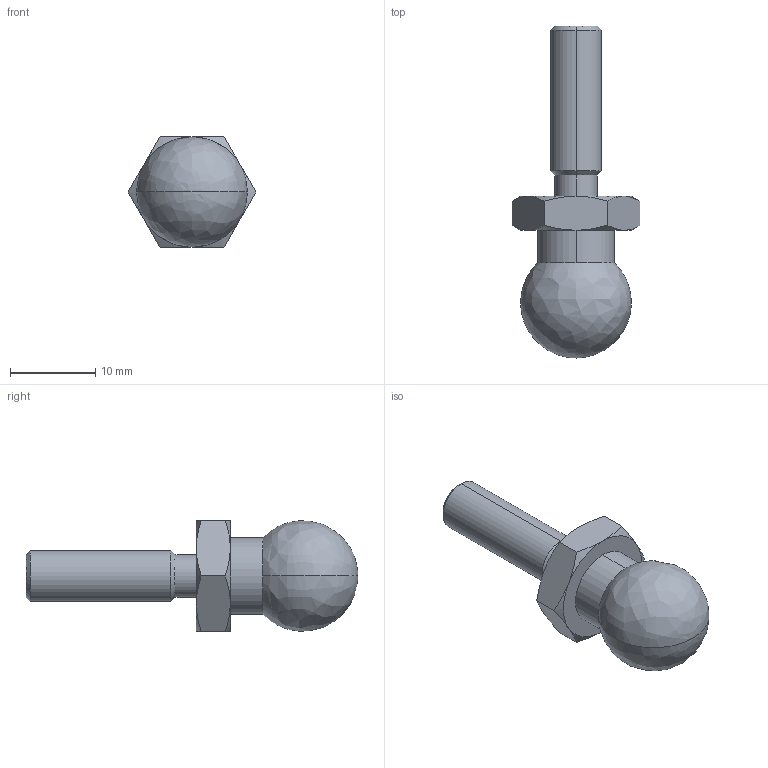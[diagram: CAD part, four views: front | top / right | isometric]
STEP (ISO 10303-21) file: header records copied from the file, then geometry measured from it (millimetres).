
FILE_DESCRIPTION (( 'STEP AP214' ), '1' );
FILE_NAME ('Foot Threaded Part.step', '2019-11-11T12:26:49', ( '' ), ( '' ), 'SwSTEP 2.0', 'SolidWorks 2019', '' );
FILE_SCHEMA (( 'AUTOMOTIVE_DESIGN' ));
Length unit declared in the file: millimetre
Products named in the file (1): Foot Threaded Part
Bounding box: 15.01 x 39 x 13 mm (x, y, z)
Volume: 2452.1 mm3; surface area: 1334.9 mm2
Topology: 1 solids, 1 shells, 33 faces, 72 edges, 41 vertices
Faces by surface type: cone 16, plane 9, cylinder 6, bspline 2
Entity records: 958 total; most frequent: CARTESIAN_POINT 247, DIRECTION 140, ORIENTED_EDGE 140, EDGE_CURVE 70, AXIS2_PLACEMENT_3D 62, VERTEX_POINT 41, EDGE_LOOP 35, FACE_OUTER_BOUND 33
